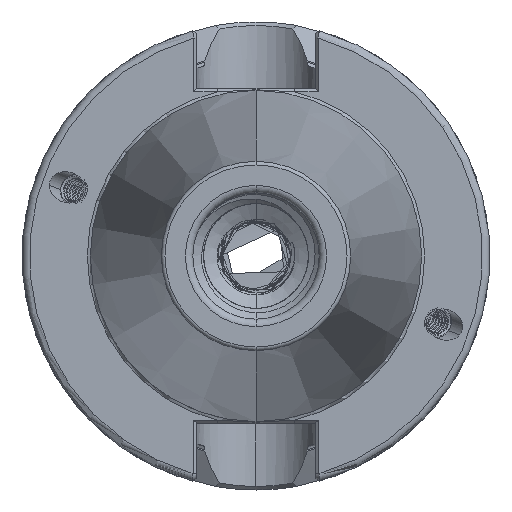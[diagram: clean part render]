
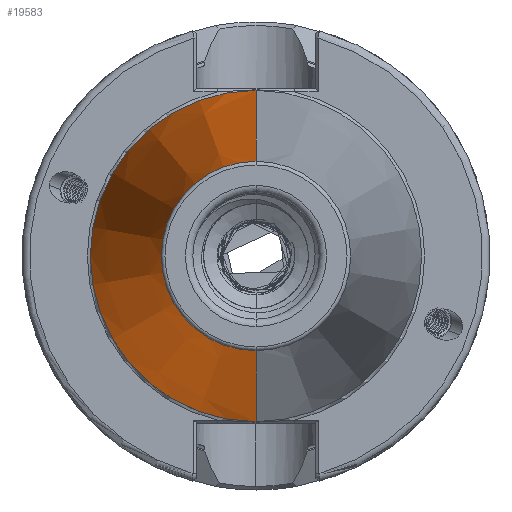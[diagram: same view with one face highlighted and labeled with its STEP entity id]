
A CAD part, left-side view. The second image highlights one B-rep face of the part: STEP entity #19583.
In plain terms, the highlighted conical face has half-angle 8.297 degrees and reference radius 22.298 mm.
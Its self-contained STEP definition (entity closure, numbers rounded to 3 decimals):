
#9158 = CARTESIAN_POINT ( 'NONE',  ( -1.5, 0., 0. ) ) ;
#9159 = DIRECTION ( 'NONE',  ( 1., 0., 0. ) ) ;
#9160 = DIRECTION ( 'NONE',  ( 0., 0., -1. ) ) ;
#9161 = CARTESIAN_POINT ( 'NONE',  ( -66.972, 0., 0. ) ) ;
#9165 = LINE ( 'NONE', #9166, #13429 ) ;
#9166 = CARTESIAN_POINT ( 'NONE',  ( -1.5, 0., 22.298 ) ) ;
#9167 = DIRECTION ( 'NONE',  ( 0.99, 0., 0.144 ) ) ;
#9168 = DIRECTION ( 'NONE',  ( 1., 0., 0. ) ) ;
#9169 = DIRECTION ( 'NONE',  ( 0., 0., -1. ) ) ;
#9171 = LINE ( 'NONE', #9172, #13434 ) ;
#9172 = CARTESIAN_POINT ( 'NONE',  ( -1.5, 0., -22.298 ) ) ;
#9173 = DIRECTION ( 'NONE',  ( 0.99, 0., -0.144 ) ) ;
#9923 = ORIENTED_EDGE ( 'NONE', *, *, #19397, .T. ) ;
#9924 = ORIENTED_EDGE ( 'NONE', *, *, #19394, .F. ) ;
#9925 = ORIENTED_EDGE ( 'NONE', *, *, #19396, .T. ) ;
#9926 = ORIENTED_EDGE ( 'NONE', *, *, #19398, .F. ) ;
#13411 = AXIS2_PLACEMENT_3D ( 'NONE', #9158, #9159, #9160 ) ;
#13426 = AXIS2_PLACEMENT_3D ( 'NONE', #9161, #9168, #9169 ) ;
#13429 = VECTOR ( 'NONE', #9167, 1000. ) ;
#13434 = VECTOR ( 'NONE', #9173, 1000. ) ;
#13542 = VERTEX_POINT ( 'NONE', #15185 ) ;
#13543 = VERTEX_POINT ( 'NONE', #15188 ) ;
#13544 = VERTEX_POINT ( 'NONE', #15189 ) ;
#13546 = VERTEX_POINT ( 'NONE', #15192 ) ;
#14172 = CARTESIAN_POINT ( 'NONE',  ( -1.5, 0., 0. ) ) ;
#14173 = DIRECTION ( 'NONE',  ( 1., 0., 0. ) ) ;
#14174 = DIRECTION ( 'NONE',  ( 0., 0., -1. ) ) ;
#15185 = CARTESIAN_POINT ( 'NONE',  ( -1.5, 0., -22.298 ) ) ;
#15188 = CARTESIAN_POINT ( 'NONE',  ( -1.5, 0., 22.298 ) ) ;
#15189 = CARTESIAN_POINT ( 'NONE',  ( -66.972, 0., -12.75 ) ) ;
#15192 = CARTESIAN_POINT ( 'NONE',  ( -66.972, 0., 12.75 ) ) ;
#17811 = EDGE_LOOP ( 'NONE', ( #9923, #9925, #9924, #9926 ) ) ;
#19394 = EDGE_CURVE ( 'NONE', #13542, #13543, #19878, .T. ) ;
#19396 = EDGE_CURVE ( 'NONE', #13546, #13543, #9165, .T. ) ;
#19397 = EDGE_CURVE ( 'NONE', #13544, #13546, #19879, .T. ) ;
#19398 = EDGE_CURVE ( 'NONE', #13544, #13542, #9171, .T. ) ;
#19583 = ADVANCED_FACE ( 'NONE', ( #20336 ), #19922, .T. ) ;
#19878 = CIRCLE ( 'NONE', #13411, 22.298 ) ;
#19879 = CIRCLE ( 'NONE', #13426, 12.75 ) ;
#19922 = CONICAL_SURFACE ( 'NONE', #20339, 22.298, 0.145 ) ;
#20336 = FACE_OUTER_BOUND ( 'NONE', #17811, .T. ) ;
#20339 = AXIS2_PLACEMENT_3D ( 'NONE', #14172, #14173, #14174 ) ;
